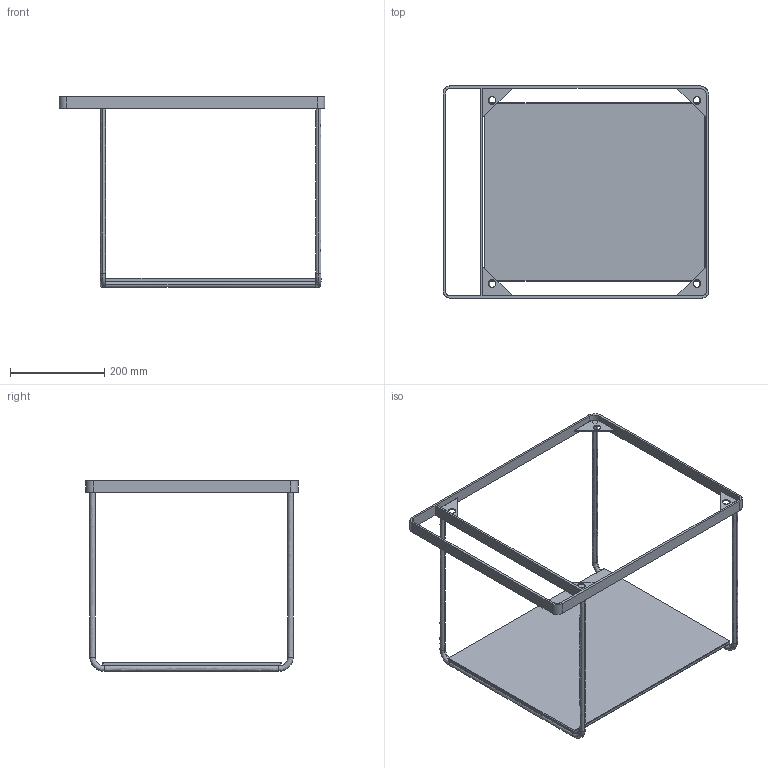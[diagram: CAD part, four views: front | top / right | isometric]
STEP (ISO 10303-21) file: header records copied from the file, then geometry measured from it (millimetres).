
FILE_DESCRIPTION(/* description */ (''),/* implementation_level */ '2;1');
FILE_NAME(/* name */ '003116',/* time_stamp */ '2019-03-06T09:39:46+01:00',/* author */ (''),/* organization */ (''),/* preprocessor_version */ 'ST-DEVELOPER v15',/* originating_system */ '',/* authorisation */ '');
FILE_SCHEMA (('AUTOMOTIVE_DESIGN'));
Length unit declared in the file: millimetre
Products named in the file (1): Document
Bounding box: 565 x 451 x 405.75 mm (x, y, z)
Volume: 1742759.8 mm3; surface area: 645183.2 mm2
Topology: 2 solids, 6 shells, 86 faces, 230 edges, 148 vertices
Faces by surface type: bspline 86
Entity records: 5988 total; most frequent: CARTESIAN_POINT 3127, B_SPLINE_CURVE_WITH_KNOTS 550, ORIENTED_EDGE 444, PCURVE 444, DEFINITIONAL_REPRESENTATION 444, SURFACE_CURVE 230, EDGE_CURVE 230, VERTEX_POINT 148
